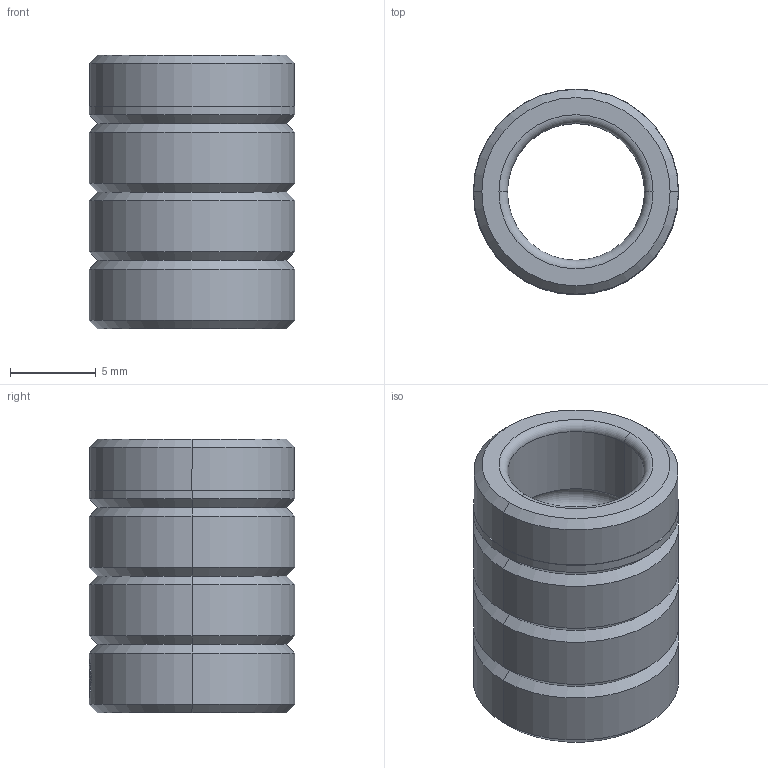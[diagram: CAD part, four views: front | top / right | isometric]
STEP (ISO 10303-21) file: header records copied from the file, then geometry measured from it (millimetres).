
FILE_DESCRIPTION (( 'STEP AP214' ), '1' );
FILE_NAME ('SGBL-D12-d8-16.step', '2021-07-28T06:52:35', ( 'User' ), ( 'china' ), 'SwSTEP 2.0', 'SolidWorks 2016', '' );
FILE_SCHEMA (( 'AUTOMOTIVE_DESIGN' ));
Length unit declared in the file: millimetre
Products named in the file (1): SGBL-D12-d8-16
Bounding box: 12 x 12 x 16 mm (x, y, z)
Volume: 931.5 mm3; surface area: 1173.7 mm2
Topology: 1 solids, 1 shells, 63 faces, 140 edges, 82 vertices
Faces by surface type: cylinder 28, cone 16, plane 11, torus 8
Entity records: 1912 total; most frequent: CARTESIAN_POINT 492, DIRECTION 302, ORIENTED_EDGE 280, EDGE_CURVE 140, AXIS2_PLACEMENT_3D 122, VERTEX_POINT 82, EDGE_LOOP 68, FACE_OUTER_BOUND 63
